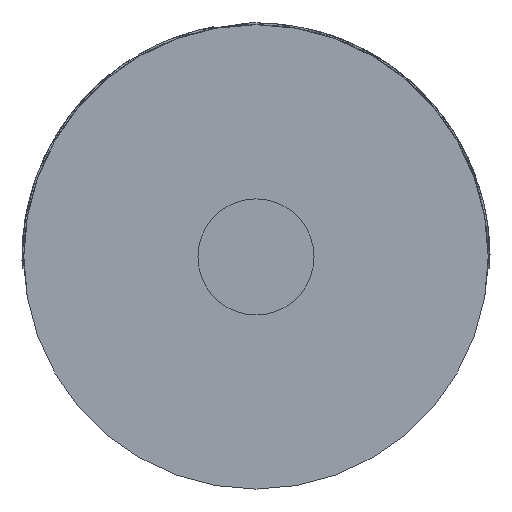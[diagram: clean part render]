
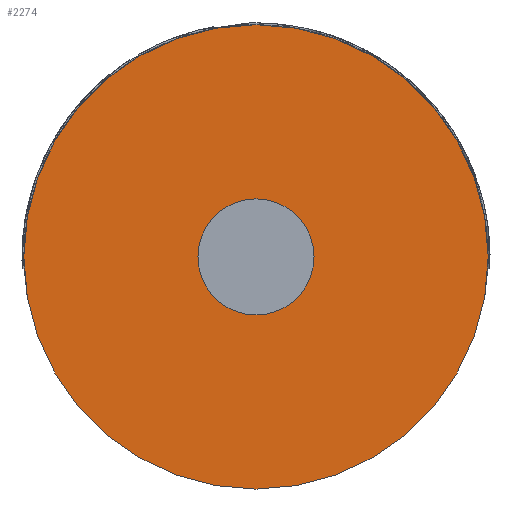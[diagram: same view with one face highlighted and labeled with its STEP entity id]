
A CAD part, left-side view. The second image highlights one B-rep face of the part: STEP entity #2274.
In plain terms, the highlighted planar face has unit normal (-1, 0, 0).
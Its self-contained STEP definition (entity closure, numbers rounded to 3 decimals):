
#54 = CIRCLE ( 'NONE', #1031, 0.318 ) ;
#149 = EDGE_LOOP ( 'NONE', ( #2088, #564 ) ) ;
#156 = DIRECTION ( 'NONE',  ( 0., 0., -1. ) ) ;
#227 = DIRECTION ( 'NONE',  ( 0., 0., -1. ) ) ;
#260 = CARTESIAN_POINT ( 'NONE',  ( 0., 0., 0. ) ) ;
#294 = EDGE_LOOP ( 'NONE', ( #525, #1810 ) ) ;
#367 = EDGE_CURVE ( 'NONE', #2249, #1613, #1302, .T. ) ;
#372 = CARTESIAN_POINT ( 'NONE',  ( 0., 0., 0. ) ) ;
#444 = CIRCLE ( 'NONE', #2494, 1.27 ) ;
#516 = CARTESIAN_POINT ( 'NONE',  ( 0., 0., 0. ) ) ;
#525 = ORIENTED_EDGE ( 'NONE', *, *, #2452, .F. ) ;
#564 = ORIENTED_EDGE ( 'NONE', *, *, #2357, .T. ) ;
#575 = DIRECTION ( 'NONE',  ( 0., 0., -1. ) ) ;
#855 = VERTEX_POINT ( 'NONE', #1314 ) ;
#1031 = AXIS2_PLACEMENT_3D ( 'NONE', #1421, #1042, #2239 ) ;
#1042 = DIRECTION ( 'NONE',  ( 1., 0., 0. ) ) ;
#1233 = EDGE_CURVE ( 'NONE', #1349, #855, #2324, .T. ) ;
#1302 = CIRCLE ( 'NONE', #1816, 1.27 ) ;
#1314 = CARTESIAN_POINT ( 'NONE',  ( 0., 0., 0.318 ) ) ;
#1320 = DIRECTION ( 'NONE',  ( 0., 0., -1. ) ) ;
#1349 = VERTEX_POINT ( 'NONE', #2134 ) ;
#1421 = CARTESIAN_POINT ( 'NONE',  ( 0., 0., 0. ) ) ;
#1458 = AXIS2_PLACEMENT_3D ( 'NONE', #260, #2360, #227 ) ;
#1604 = AXIS2_PLACEMENT_3D ( 'NONE', #516, #1694, #1320 ) ;
#1613 = VERTEX_POINT ( 'NONE', #2402 ) ;
#1661 = DIRECTION ( 'NONE',  ( 1., 0., 0. ) ) ;
#1694 = DIRECTION ( 'NONE',  ( 1., 0., 0. ) ) ;
#1738 = DIRECTION ( 'NONE',  ( 1., 0., 0. ) ) ;
#1793 = CARTESIAN_POINT ( 'NONE',  ( 0., 0., -1.27 ) ) ;
#1810 = ORIENTED_EDGE ( 'NONE', *, *, #367, .F. ) ;
#1816 = AXIS2_PLACEMENT_3D ( 'NONE', #372, #1738, #575 ) ;
#1889 = CARTESIAN_POINT ( 'NONE',  ( 0., 0., 0. ) ) ;
#2088 = ORIENTED_EDGE ( 'NONE', *, *, #1233, .T. ) ;
#2134 = CARTESIAN_POINT ( 'NONE',  ( 0., 0., -0.318 ) ) ;
#2139 = FACE_OUTER_BOUND ( 'NONE', #294, .T. ) ;
#2169 = PLANE ( 'NONE',  #1458 ) ;
#2239 = DIRECTION ( 'NONE',  ( 0., 0., -1. ) ) ;
#2249 = VERTEX_POINT ( 'NONE', #1793 ) ;
#2274 = ADVANCED_FACE ( 'NONE', ( #2320, #2139 ), #2169, .F. ) ;
#2320 = FACE_BOUND ( 'NONE', #149, .T. ) ;
#2324 = CIRCLE ( 'NONE', #1604, 0.318 ) ;
#2357 = EDGE_CURVE ( 'NONE', #855, #1349, #54, .T. ) ;
#2360 = DIRECTION ( 'NONE',  ( 1., 0., 0. ) ) ;
#2402 = CARTESIAN_POINT ( 'NONE',  ( 0., 0., 1.27 ) ) ;
#2452 = EDGE_CURVE ( 'NONE', #1613, #2249, #444, .T. ) ;
#2494 = AXIS2_PLACEMENT_3D ( 'NONE', #1889, #1661, #156 ) ;
